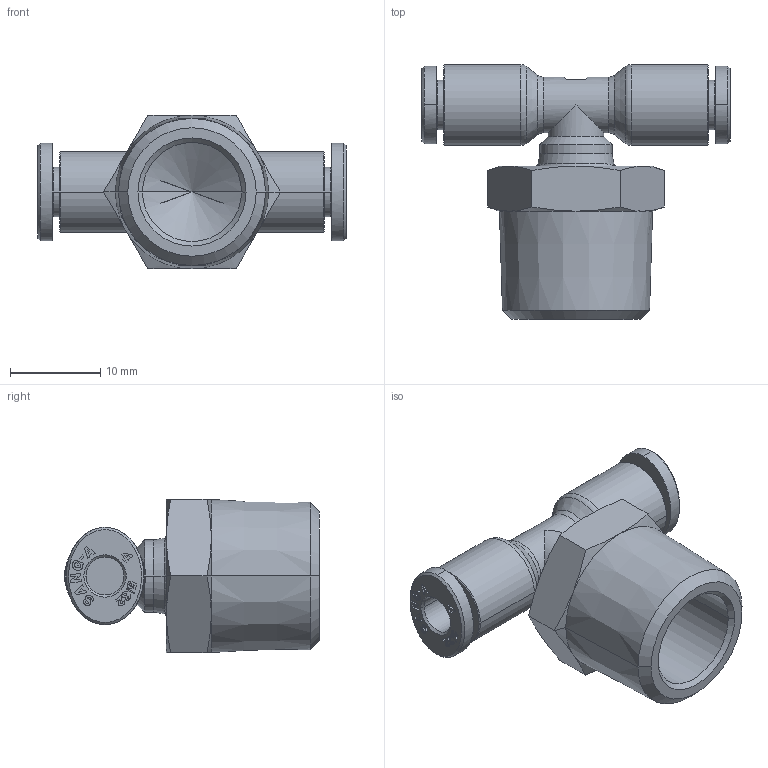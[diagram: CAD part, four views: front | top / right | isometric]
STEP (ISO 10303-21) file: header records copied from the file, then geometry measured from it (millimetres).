
FILE_DESCRIPTION((''),'2;1');
FILE_NAME('GPT 0403(3D).stp','2012-12-26T18:54:32',(''),(''),'Mechanical Desktop.R8.0.24.0','Mechanical Desktop.R8.0.24.0',', , ');
FILE_SCHEMA(('CONFIG_CONTROL_DESIGN'));
Length unit declared in the file: millimetre
Products named in the file (2): GPT 0403(3D); ºÎÇ°1
Assembly tree (1 placements, depth 2):
  GPT 0403(3D)
    ºÎÇ°1
Bounding box: 34.2 x 28.3 x 17 mm (x, y, z)
Volume: 4357.9 mm3; surface area: 3331.7 mm2
Topology: 1 solids, 1 shells, 819 faces, 2288 edges, 1505 vertices
Faces by surface type: plane 671, bspline 64, cone 44, cylinder 36, torus 4
Entity records: 27371 total; most frequent: CARTESIAN_POINT 6332, ORIENTED_EDGE 4572, DIRECTION 4010, EDGE_CURVE 2286, VECTOR 2008, LINE 2008, VERTEX_POINT 1505, AXIS2_PLACEMENT_3D 1001
